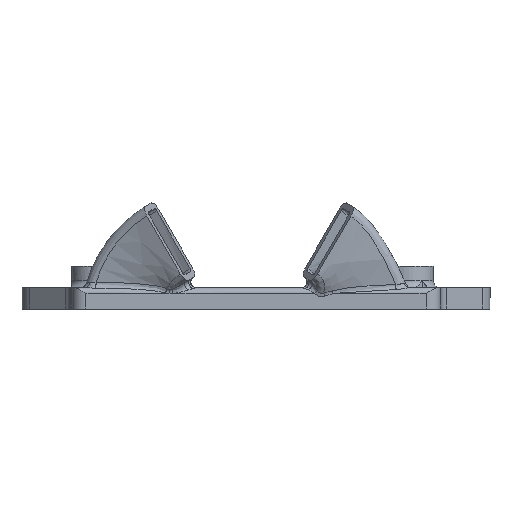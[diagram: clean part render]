
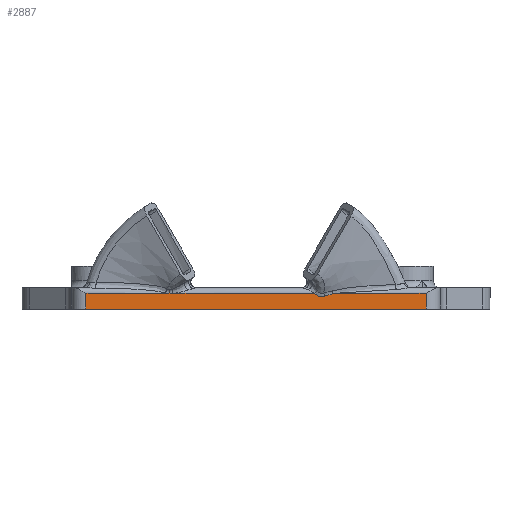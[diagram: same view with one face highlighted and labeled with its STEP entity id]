
A CAD part, front view. The second image highlights one B-rep face of the part: STEP entity #2887.
In plain terms, the highlighted planar face has unit normal (0, -1, 0).
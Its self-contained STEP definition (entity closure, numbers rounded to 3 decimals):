
#18 = DIRECTION ( 'NONE',  ( -1., 0., 0. ) ) ;
#72 = CARTESIAN_POINT ( 'NONE',  ( 26.89, -57.1, 0. ) ) ;
#88 = CARTESIAN_POINT ( 'NONE',  ( -11.236, -57.1, 2.2 ) ) ;
#99 = CARTESIAN_POINT ( 'NONE',  ( 10.161, -57.1, 1.731 ) ) ;
#135 = CARTESIAN_POINT ( 'NONE',  ( -10.863, -57.1, 2.172 ) ) ;
#146 = CARTESIAN_POINT ( 'NONE',  ( 9.258, -57.1, 2.2 ) ) ;
#213 = VERTEX_POINT ( 'NONE', #4569 ) ;
#275 = CARTESIAN_POINT ( 'NONE',  ( 11.841, -57.1, 2.2 ) ) ;
#349 = CARTESIAN_POINT ( 'NONE',  ( 26.89, -57.1, 2.2 ) ) ;
#424 = EDGE_LOOP ( 'NONE', ( #8514, #718, #6097, #5756, #1499, #8481, #3493, #6287, #6709 ) ) ;
#549 = VECTOR ( 'NONE', #8581, 1000. ) ;
#554 = VERTEX_POINT ( 'NONE', #2715 ) ;
#665 = CARTESIAN_POINT ( 'NONE',  ( 26.89, -57.1, 2.2 ) ) ;
#718 = ORIENTED_EDGE ( 'NONE', *, *, #1874, .T. ) ;
#925 = CARTESIAN_POINT ( 'NONE',  ( 9.786, -57.1, 1.83 ) ) ;
#1128 = EDGE_CURVE ( 'NONE', #554, #1164, #7035, .T. ) ;
#1151 = CARTESIAN_POINT ( 'NONE',  ( 26.89, -57.1, 2.2 ) ) ;
#1164 = VERTEX_POINT ( 'NONE', #3045 ) ;
#1499 = ORIENTED_EDGE ( 'NONE', *, *, #6322, .T. ) ;
#1551 = DIRECTION ( 'NONE',  ( 0., -1., 0. ) ) ;
#1722 = VERTEX_POINT ( 'NONE', #7236 ) ;
#1840 = CARTESIAN_POINT ( 'NONE',  ( -22.896, -57.1, 2.2 ) ) ;
#1874 = EDGE_CURVE ( 'NONE', #6878, #1722, #4357, .T. ) ;
#1922 = VECTOR ( 'NONE', #4922, 1000. ) ;
#1995 = VECTOR ( 'NONE', #3929, 1000. ) ;
#2060 = EDGE_CURVE ( 'NONE', #1722, #554, #8147, .T. ) ;
#2287 = CARTESIAN_POINT ( 'NONE',  ( 9.454, -57.1, 2.029 ) ) ;
#2405 = VERTEX_POINT ( 'NONE', #1840 ) ;
#2609 = CARTESIAN_POINT ( 'NONE',  ( -22.896, -57.1, 0. ) ) ;
#2670 = PLANE ( 'NONE',  #3066 ) ;
#2715 = CARTESIAN_POINT ( 'NONE',  ( 11.841, -57.1, 2.2 ) ) ;
#2746 = DIRECTION ( 'NONE',  ( -1., 0., 0. ) ) ;
#2887 = ADVANCED_FACE ( 'NONE', ( #3956 ), #2670, .T. ) ;
#3045 = CARTESIAN_POINT ( 'NONE',  ( 10.67, -57.1, 1.802 ) ) ;
#3066 = AXIS2_PLACEMENT_3D ( 'NONE', #8250, #1551, #5539 ) ;
#3164 = VERTEX_POINT ( 'NONE', #5883 ) ;
#3486 = CARTESIAN_POINT ( 'NONE',  ( -10.677, -57.1, 2.2 ) ) ;
#3493 = ORIENTED_EDGE ( 'NONE', *, *, #8213, .T. ) ;
#3508 = VECTOR ( 'NONE', #2746, 1000. ) ;
#3705 = EDGE_CURVE ( 'NONE', #3164, #5689, #3791, .T. ) ;
#3791 = LINE ( 'NONE', #349, #549 ) ;
#3929 = DIRECTION ( 'NONE',  ( -1., 0., 0. ) ) ;
#3939 = LINE ( 'NONE', #2609, #5191 ) ;
#3956 = FACE_OUTER_BOUND ( 'NONE', #424, .T. ) ;
#4161 = CARTESIAN_POINT ( 'NONE',  ( -11.236, -57.1, 2.2 ) ) ;
#4257 = CARTESIAN_POINT ( 'NONE',  ( 10.67, -57.1, 1.802 ) ) ;
#4357 = LINE ( 'NONE', #5574, #1922 ) ;
#4397 = CARTESIAN_POINT ( 'NONE',  ( 11.45, -57.1, 2.069 ) ) ;
#4569 = CARTESIAN_POINT ( 'NONE',  ( -22.896, -57.1, 0. ) ) ;
#4922 = DIRECTION ( 'NONE',  ( 0., 0., 1. ) ) ;
#4968 = B_SPLINE_CURVE_WITH_KNOTS ( 'NONE', 3,
 ( #4257, #6907, #7484, #99, #5446, #925, #8328, #2287, #6951, #146 ),
 .UNSPECIFIED., .F., .F.,
 ( 4, 2, 2, 2, 4 ),
 ( 0., 0., 0.001, 0.001, 0.002 ),
 .UNSPECIFIED. ) ;
#5191 = VECTOR ( 'NONE', #5978, 1000. ) ;
#5214 = EDGE_CURVE ( 'NONE', #6878, #213, #5255, .T. ) ;
#5255 = LINE ( 'NONE', #72, #3508 ) ;
#5392 = CARTESIAN_POINT ( 'NONE',  ( -10.677, -57.1, 2.2 ) ) ;
#5446 = CARTESIAN_POINT ( 'NONE',  ( 10.032, -57.1, 1.751 ) ) ;
#5519 = EDGE_CURVE ( 'NONE', #2405, #213, #3939, .T. ) ;
#5539 = DIRECTION ( 'NONE',  ( 0., 0., -1. ) ) ;
#5574 = CARTESIAN_POINT ( 'NONE',  ( 24.898, -57.1, 2.2 ) ) ;
#5689 = VERTEX_POINT ( 'NONE', #3486 ) ;
#5705 = CARTESIAN_POINT ( 'NONE',  ( 11.059, -57.1, 1.938 ) ) ;
#5756 = ORIENTED_EDGE ( 'NONE', *, *, #1128, .T. ) ;
#5883 = CARTESIAN_POINT ( 'NONE',  ( 9.258, -57.1, 2.2 ) ) ;
#5978 = DIRECTION ( 'NONE',  ( 0., 0., -1. ) ) ;
#6096 = B_SPLINE_CURVE_WITH_KNOTS ( 'NONE', 3,
 ( #5392, #135, #6771, #4161 ),
 .UNSPECIFIED., .F., .F.,
 ( 4, 4 ),
 ( 0., 0.001 ),
 .UNSPECIFIED. ) ;
#6097 = ORIENTED_EDGE ( 'NONE', *, *, #2060, .T. ) ;
#6287 = ORIENTED_EDGE ( 'NONE', *, *, #8128, .T. ) ;
#6322 = EDGE_CURVE ( 'NONE', #1164, #3164, #4968, .T. ) ;
#6709 = ORIENTED_EDGE ( 'NONE', *, *, #5519, .T. ) ;
#6771 = CARTESIAN_POINT ( 'NONE',  ( -11.05, -57.1, 2.168 ) ) ;
#6835 = VECTOR ( 'NONE', #18, 1000. ) ;
#6878 = VERTEX_POINT ( 'NONE', #7093 ) ;
#6907 = CARTESIAN_POINT ( 'NONE',  ( 10.547, -57.1, 1.759 ) ) ;
#6951 = CARTESIAN_POINT ( 'NONE',  ( 9.353, -57.1, 2.111 ) ) ;
#7035 = B_SPLINE_CURVE_WITH_KNOTS ( 'NONE', 3,
 ( #275, #4397, #5705, #8286 ),
 .UNSPECIFIED., .F., .F.,
 ( 4, 4 ),
 ( 0., 0.001 ),
 .UNSPECIFIED. ) ;
#7093 = CARTESIAN_POINT ( 'NONE',  ( 24.898, -57.1, 0. ) ) ;
#7236 = CARTESIAN_POINT ( 'NONE',  ( 24.898, -57.1, 2.2 ) ) ;
#7365 = VERTEX_POINT ( 'NONE', #88 ) ;
#7484 = CARTESIAN_POINT ( 'NONE',  ( 10.42, -57.1, 1.736 ) ) ;
#8128 = EDGE_CURVE ( 'NONE', #7365, #2405, #8633, .T. ) ;
#8147 = LINE ( 'NONE', #665, #6835 ) ;
#8213 = EDGE_CURVE ( 'NONE', #5689, #7365, #6096, .T. ) ;
#8250 = CARTESIAN_POINT ( 'NONE',  ( 26.89, -57.1, 57.339 ) ) ;
#8286 = CARTESIAN_POINT ( 'NONE',  ( 10.67, -57.1, 1.802 ) ) ;
#8328 = CARTESIAN_POINT ( 'NONE',  ( 9.669, -57.1, 1.889 ) ) ;
#8481 = ORIENTED_EDGE ( 'NONE', *, *, #3705, .T. ) ;
#8514 = ORIENTED_EDGE ( 'NONE', *, *, #5214, .F. ) ;
#8581 = DIRECTION ( 'NONE',  ( -1., 0., 0. ) ) ;
#8633 = LINE ( 'NONE', #1151, #1995 ) ;
